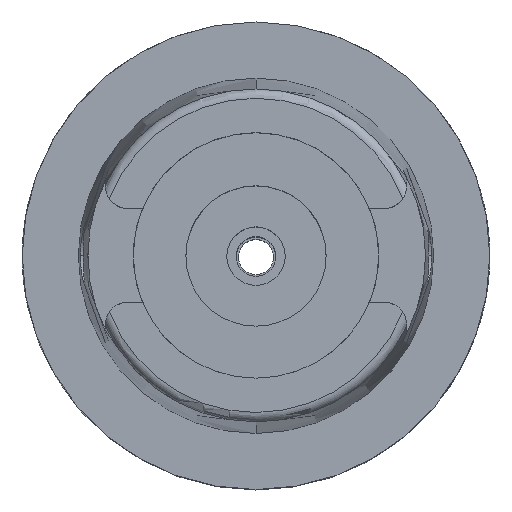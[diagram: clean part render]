
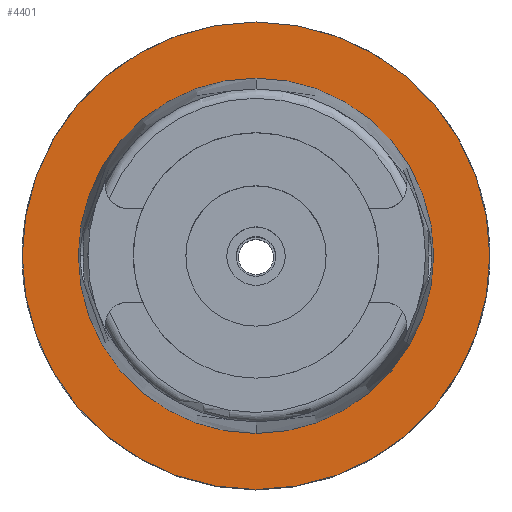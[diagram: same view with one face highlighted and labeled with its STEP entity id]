
A CAD part, top view. The second image highlights one B-rep face of the part: STEP entity #4401.
In plain terms, the highlighted planar face has unit normal (0, 0, 1).
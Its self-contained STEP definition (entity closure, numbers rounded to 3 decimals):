
#2257=CARTESIAN_POINT('',(0.,0.,0.));
#2258=DIRECTION('',(0.,0.,-1.));
#2259=DIRECTION('',(0.,-1.,0.));
#2260=AXIS2_PLACEMENT_3D('',#2257,#2258,#2259);
#2265=CARTESIAN_POINT('',(0.,0.,0.));
#2266=DIRECTION('',(0.,0.,-1.));
#2267=DIRECTION('',(0.,1.,0.));
#2268=AXIS2_PLACEMENT_3D('',#2265,#2266,#2267);
#2273=CARTESIAN_POINT('',(0.,0.,0.));
#2274=DIRECTION('',(0.,0.,1.));
#2275=DIRECTION('',(0.,-1.,0.));
#2276=AXIS2_PLACEMENT_3D('',#2273,#2274,#2275);
#2281=CARTESIAN_POINT('',(0.,0.,0.));
#2282=DIRECTION('',(0.,0.,1.));
#2283=DIRECTION('',(0.,1.,0.));
#2284=AXIS2_PLACEMENT_3D('',#2281,#2282,#2283);
#2487=CARTESIAN_POINT('',(0.,-15.2,0.));
#2488=VERTEX_POINT('',#2487);
#2489=CARTESIAN_POINT('',(0.,15.2,0.));
#2490=VERTEX_POINT('',#2489);
#2757=CARTESIAN_POINT('',(0.,20.,0.));
#2758=VERTEX_POINT('',#2757);
#2759=CARTESIAN_POINT('',(0.,-20.,0.));
#2760=VERTEX_POINT('',#2759);
#4388=CARTESIAN_POINT('',(0.,0.,0.));
#4389=DIRECTION('',(0.,0.,-1.));
#4390=DIRECTION('',(0.,-1.,0.));
#4391=AXIS2_PLACEMENT_3D('',#4388,#4389,#4390);
#4392=PLANE('',#4391);
#4393=ORIENTED_EDGE('',*,*,#4000,.T.);
#4394=ORIENTED_EDGE('',*,*,#4143,.T.);
#4395=EDGE_LOOP('',(#4393,#4394));
#4396=FACE_OUTER_BOUND('',#4395,.F.);
#4397=ORIENTED_EDGE('',*,*,#2988,.T.);
#4398=ORIENTED_EDGE('',*,*,#2957,.T.);
#4399=EDGE_LOOP('',(#4397,#4398));
#4400=FACE_BOUND('',#4399,.F.);
#2261=CIRCLE('',#2260,20.);
#2269=CIRCLE('',#2268,20.);
#2277=CIRCLE('',#2276,15.2);
#2285=CIRCLE('',#2284,15.2);
#2957=EDGE_CURVE('',#2490,#2488,#2285,.T.);
#2988=EDGE_CURVE('',#2488,#2490,#2277,.T.);
#4000=EDGE_CURVE('',#2760,#2758,#2261,.T.);
#4143=EDGE_CURVE('',#2758,#2760,#2269,.T.);
#4401=ADVANCED_FACE('',(#4396,#4400),#4392,.F.);
